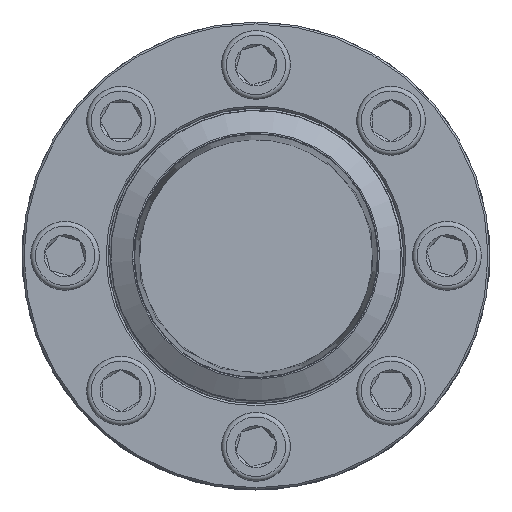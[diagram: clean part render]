
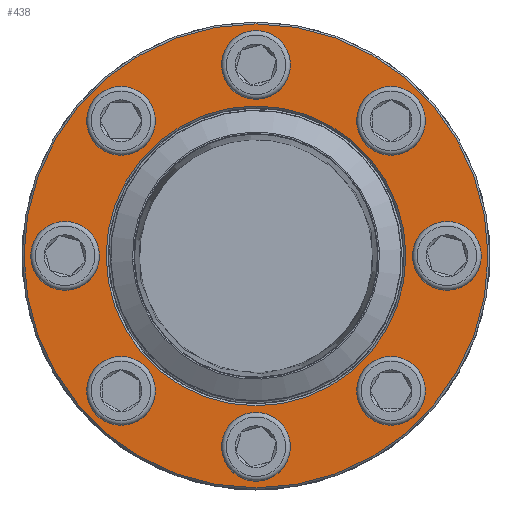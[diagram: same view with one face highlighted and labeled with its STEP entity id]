
A CAD part, top view. The second image highlights one B-rep face of the part: STEP entity #438.
In plain terms, the highlighted planar face has unit normal (0, 0, 1).
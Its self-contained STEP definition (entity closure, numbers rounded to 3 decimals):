
#408=PLANE('',#1630);
#438=ADVANCED_FACE('',(#574,#575,#576,#577,#578,#579,#580,#581,#582,#583),
#408,.T.);
#574=FACE_BOUND('',#743,.T.);
#575=FACE_BOUND('',#744,.T.);
#576=FACE_BOUND('',#745,.T.);
#577=FACE_BOUND('',#746,.T.);
#578=FACE_BOUND('',#747,.T.);
#579=FACE_BOUND('',#748,.T.);
#580=FACE_BOUND('',#749,.T.);
#581=FACE_BOUND('',#750,.T.);
#582=FACE_BOUND('',#751,.T.);
#583=FACE_BOUND('',#752,.T.);
#743=EDGE_LOOP('',(#945));
#744=EDGE_LOOP('',(#946));
#745=EDGE_LOOP('',(#947));
#746=EDGE_LOOP('',(#948));
#747=EDGE_LOOP('',(#949));
#748=EDGE_LOOP('',(#950));
#749=EDGE_LOOP('',(#951));
#750=EDGE_LOOP('',(#952));
#751=EDGE_LOOP('',(#953));
#752=EDGE_LOOP('',(#954));
#945=ORIENTED_EDGE('',*,*,#1366,.T.);
#946=ORIENTED_EDGE('',*,*,#1367,.T.);
#947=ORIENTED_EDGE('',*,*,#1368,.T.);
#948=ORIENTED_EDGE('',*,*,#1369,.T.);
#949=ORIENTED_EDGE('',*,*,#1370,.T.);
#950=ORIENTED_EDGE('',*,*,#1371,.T.);
#951=ORIENTED_EDGE('',*,*,#1372,.T.);
#952=ORIENTED_EDGE('',*,*,#1373,.T.);
#953=ORIENTED_EDGE('',*,*,#1374,.T.);
#954=ORIENTED_EDGE('',*,*,#1375,.T.);
#1245=VERTEX_POINT('',#2346);
#1246=VERTEX_POINT('',#2348);
#1247=VERTEX_POINT('',#2350);
#1248=VERTEX_POINT('',#2352);
#1249=VERTEX_POINT('',#2354);
#1250=VERTEX_POINT('',#2356);
#1251=VERTEX_POINT('',#2358);
#1252=VERTEX_POINT('',#2360);
#1253=VERTEX_POINT('',#2362);
#1254=VERTEX_POINT('',#2364);
#1366=EDGE_CURVE('',#1245,#1245,#1516,.T.);
#1367=EDGE_CURVE('',#1246,#1246,#1517,.T.);
#1368=EDGE_CURVE('',#1247,#1247,#1518,.T.);
#1369=EDGE_CURVE('',#1248,#1248,#1519,.T.);
#1370=EDGE_CURVE('',#1249,#1249,#1520,.T.);
#1371=EDGE_CURVE('',#1250,#1250,#1521,.T.);
#1372=EDGE_CURVE('',#1251,#1251,#1522,.T.);
#1373=EDGE_CURVE('',#1252,#1252,#1523,.T.);
#1374=EDGE_CURVE('',#1253,#1253,#1524,.T.);
#1375=EDGE_CURVE('',#1254,#1254,#1525,.T.);
#1516=CIRCLE('',#1620,13.5);
#1517=CIRCLE('',#1621,13.5);
#1518=CIRCLE('',#1622,13.5);
#1519=CIRCLE('',#1623,13.5);
#1520=CIRCLE('',#1624,13.5);
#1521=CIRCLE('',#1625,13.5);
#1522=CIRCLE('',#1626,13.5);
#1523=CIRCLE('',#1627,13.5);
#1524=CIRCLE('',#1628,121.5);
#1525=CIRCLE('',#1629,78.5);
#1620=AXIS2_PLACEMENT_3D('',#2345,#1859,#1860);
#1621=AXIS2_PLACEMENT_3D('',#2347,#1861,#1862);
#1622=AXIS2_PLACEMENT_3D('',#2349,#1863,#1864);
#1623=AXIS2_PLACEMENT_3D('',#2351,#1865,#1866);
#1624=AXIS2_PLACEMENT_3D('',#2353,#1867,#1868);
#1625=AXIS2_PLACEMENT_3D('',#2355,#1869,#1870);
#1626=AXIS2_PLACEMENT_3D('',#2357,#1871,#1872);
#1627=AXIS2_PLACEMENT_3D('',#2359,#1873,#1874);
#1628=AXIS2_PLACEMENT_3D('',#2361,#1875,#1876);
#1629=AXIS2_PLACEMENT_3D('',#2363,#1877,#1878);
#1630=AXIS2_PLACEMENT_3D('',#2365,#1879,#1880);
#1859=DIRECTION('',(0.,0.,-1.));
#1860=DIRECTION('',(1.,0.,0.));
#1861=DIRECTION('',(0.,0.,-1.));
#1862=DIRECTION('',(1.,0.,0.));
#1863=DIRECTION('',(0.,0.,-1.));
#1864=DIRECTION('',(1.,0.,0.));
#1865=DIRECTION('',(0.,0.,-1.));
#1866=DIRECTION('',(1.,0.,0.));
#1867=DIRECTION('',(0.,0.,-1.));
#1868=DIRECTION('',(1.,0.,0.));
#1869=DIRECTION('',(0.,0.,-1.));
#1870=DIRECTION('',(1.,0.,0.));
#1871=DIRECTION('',(0.,0.,-1.));
#1872=DIRECTION('',(1.,0.,0.));
#1873=DIRECTION('',(0.,0.,-1.));
#1874=DIRECTION('',(1.,0.,0.));
#1875=DIRECTION('',(0.,0.,1.));
#1876=DIRECTION('',(1.,0.,0.));
#1877=DIRECTION('',(0.,0.,-1.));
#1878=DIRECTION('',(1.,0.,0.));
#1879=DIRECTION('',(0.,0.,1.));
#1880=DIRECTION('',(1.,0.,0.));
#2345=CARTESIAN_POINT('',(-100.,0.,68.));
#2346=CARTESIAN_POINT('',(-86.5,0.,68.));
#2347=CARTESIAN_POINT('',(-70.711,70.711,68.));
#2348=CARTESIAN_POINT('',(-57.211,70.711,68.));
#2349=CARTESIAN_POINT('',(0.,100.,68.));
#2350=CARTESIAN_POINT('',(13.5,100.,68.));
#2351=CARTESIAN_POINT('',(70.711,70.711,68.));
#2352=CARTESIAN_POINT('',(84.211,70.711,68.));
#2353=CARTESIAN_POINT('',(100.,0.,68.));
#2354=CARTESIAN_POINT('',(113.5,0.,68.));
#2355=CARTESIAN_POINT('',(70.711,-70.711,68.));
#2356=CARTESIAN_POINT('',(84.211,-70.711,68.));
#2357=CARTESIAN_POINT('',(0.,-100.,68.));
#2358=CARTESIAN_POINT('',(13.5,-100.,68.));
#2359=CARTESIAN_POINT('',(-70.711,-70.711,68.));
#2360=CARTESIAN_POINT('',(-57.211,-70.711,68.));
#2361=CARTESIAN_POINT('',(0.,0.,68.));
#2362=CARTESIAN_POINT('',(121.5,0.,68.));
#2363=CARTESIAN_POINT('',(0.,0.,68.));
#2364=CARTESIAN_POINT('',(78.5,0.,68.));
#2365=CARTESIAN_POINT('',(0.,0.,68.));
